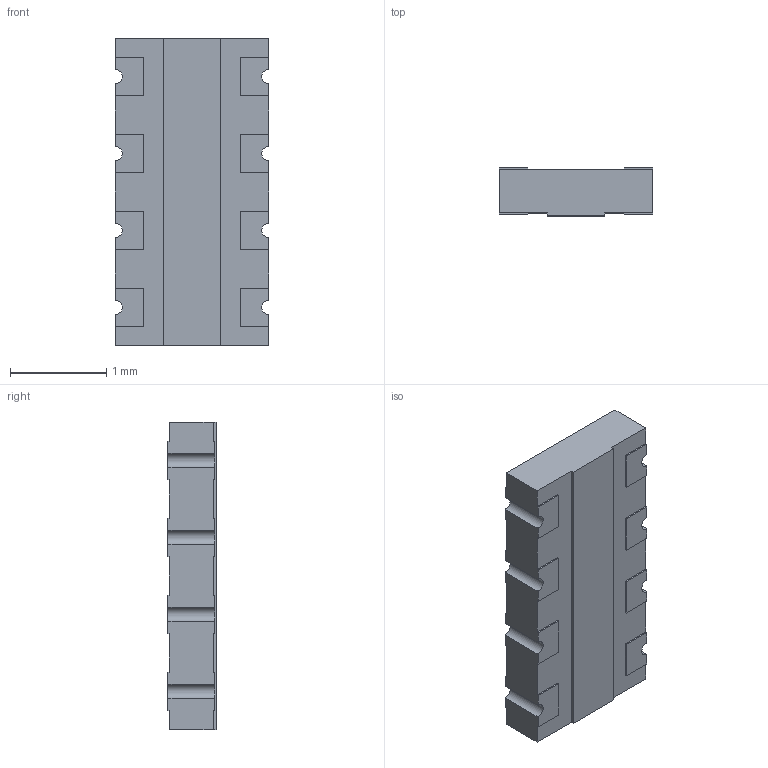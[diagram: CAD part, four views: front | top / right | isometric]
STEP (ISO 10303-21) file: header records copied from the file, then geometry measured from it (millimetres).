
FILE_DESCRIPTION (( 'STEP AP214' ), '1' );
FILE_NAME ('BOURNS_CAT16-F4.STEP', '2023-10-05T13:24:08', ( '' ), ( '' ), 'SwSTEP 2.0', 'SolidWorks 2023', '' );
FILE_SCHEMA (( 'AUTOMOTIVE_DESIGN' ));
Length unit declared in the file: millimetre
Products named in the file (1): BOURNS_CAT16-F4
Bounding box: 1.6 x 0.5 x 3.2 mm (x, y, z)
Volume: 2.4 mm3; surface area: 15.4 mm2
Topology: 1 solids, 1 shells, 94 faces, 276 edges, 184 vertices
Faces by surface type: plane 82, cylinder 12
Entity records: 4141 total; most frequent: CARTESIAN_POINT 555, ORIENTED_EDGE 552, DIRECTION 490, EDGE_CURVE 276, VECTOR 252, LINE 252, VERTEX_POINT 184, AXIS2_PLACEMENT_3D 119
